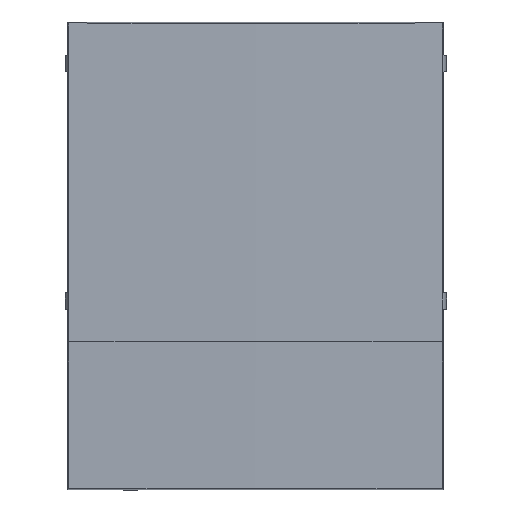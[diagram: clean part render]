
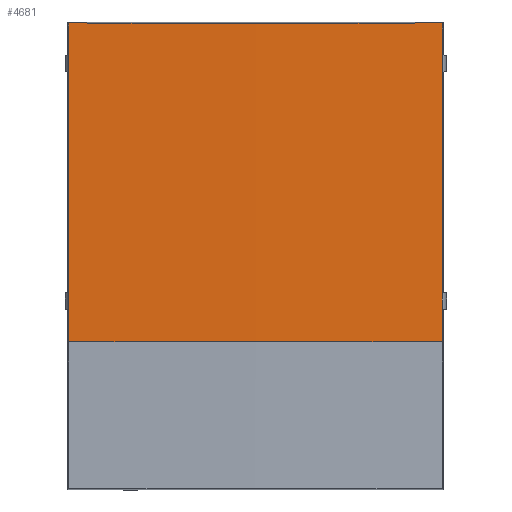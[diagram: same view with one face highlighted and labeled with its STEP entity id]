
A CAD part, top view. The second image highlights one B-rep face of the part: STEP entity #4681.
In plain terms, the highlighted cylindrical face has radius 3284.62 mm (diameter 6569.24 mm), a partial arc.
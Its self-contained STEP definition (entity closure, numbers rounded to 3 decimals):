
#92=CARTESIAN_POINT('',(78.341,62.62,-3256.627));
#93=DIRECTION('',(0.,1.,0.));
#94=DIRECTION('',(0.024,0.,1.));
#95=AXIS2_PLACEMENT_3D('',#92,#93,#94);
#107=CARTESIAN_POINT('',(0.46,197.533,27.069));
#108=CARTESIAN_POINT('',(18.022,197.518,27.486));
#109=CARTESIAN_POINT('',(53.152,197.499,28.037));
#110=CARTESIAN_POINT('',(105.851,197.499,28.018));
#111=CARTESIAN_POINT('',(140.98,197.52,27.442));
#112=CARTESIAN_POINT('',(158.542,197.535,27.013));
#114=DIRECTION('',(0.,-1.,0.));
#115=VECTOR('',#114,13.565);
#116=CARTESIAN_POINT('',(158.542,197.535,27.013));
#117=LINE('',#116,#115);
#118=DIRECTION('',(0.,-1.,0.));
#119=VECTOR('',#118,7.);
#120=CARTESIAN_POINT('',(158.542,183.97,27.013));
#121=LINE('',#120,#119);
#122=DIRECTION('',(0.,-1.,0.));
#123=VECTOR('',#122,93.58);
#124=CARTESIAN_POINT('',(158.542,176.97,27.013));
#125=LINE('',#124,#123);
#126=DIRECTION('',(0.,-1.,0.));
#127=VECTOR('',#126,7.);
#128=CARTESIAN_POINT('',(158.542,83.39,27.013));
#129=LINE('',#128,#127);
#130=DIRECTION('',(0.,-1.,0.));
#131=VECTOR('',#130,13.77);
#132=CARTESIAN_POINT('',(158.542,76.39,27.013));
#133=LINE('',#132,#131);
#134=CARTESIAN_POINT('',(0.502,62.62,27.065));
#135=CARTESIAN_POINT('',(18.054,62.62,27.49));
#136=CARTESIAN_POINT('',(53.165,62.62,28.046));
#137=CARTESIAN_POINT('',(105.838,62.62,28.029));
#138=CARTESIAN_POINT('',(140.948,62.62,27.447));
#139=CARTESIAN_POINT('',(158.5,62.62,27.011));
#344=CARTESIAN_POINT('',(78.341,62.62,-3256.627));
#345=DIRECTION('',(0.,1.,0.));
#346=DIRECTION('',(-0.024,0.,1.));
#347=AXIS2_PLACEMENT_3D('',#344,#345,#346);
#801=CARTESIAN_POINT('',(0.46,197.533,27.069));
#803=DIRECTION('',(0.,-1.,0.));
#804=VECTOR('',#803,134.913);
#805=CARTESIAN_POINT('',(0.46,197.533,27.069));
#806=LINE('',#805,#804);
#3193=CARTESIAN_POINT('',(158.542,197.535,27.013));
#4065=CARTESIAN_POINT('',(0.46,62.62,27.069));
#4067=VERTEX_POINT('',#4065);
#4068=CARTESIAN_POINT('',(158.542,62.62,27.013));
#4070=VERTEX_POINT('',#4068);
#4093=VERTEX_POINT('',#801);
#4111=CARTESIAN_POINT('',(158.542,83.39,27.013));
#4113=VERTEX_POINT('',#4111);
#4123=CARTESIAN_POINT('',(158.542,76.39,27.013));
#4124=VERTEX_POINT('',#4123);
#4125=VERTEX_POINT('',#3193);
#4126=CARTESIAN_POINT('',(158.542,183.97,27.013));
#4127=VERTEX_POINT('',#4126);
#4132=CARTESIAN_POINT('',(158.542,176.97,27.013));
#4133=VERTEX_POINT('',#4132);
#4352=CARTESIAN_POINT('',(0.502,62.62,27.07));
#4354=VERTEX_POINT('',#4352);
#4400=VERTEX_POINT('',#139);
#4656=CARTESIAN_POINT('',(78.341,62.62,-3256.627));
#4657=DIRECTION('',(0.,1.,0.));
#4658=DIRECTION('',(1.,0.,0.));
#4659=AXIS2_PLACEMENT_3D('',#4656,#4657,#4658);
#4660=CYLINDRICAL_SURFACE('',#4659,3284.62);
#4662=ORIENTED_EDGE('',*,*,#4661,.F.);
#4664=ORIENTED_EDGE('',*,*,#4663,.F.);
#4666=ORIENTED_EDGE('',*,*,#4665,.F.);
#4667=ORIENTED_EDGE('',*,*,#4593,.T.);
#4669=ORIENTED_EDGE('',*,*,#4668,.T.);
#4671=ORIENTED_EDGE('',*,*,#4670,.T.);
#4673=ORIENTED_EDGE('',*,*,#4672,.T.);
#4675=ORIENTED_EDGE('',*,*,#4674,.T.);
#4677=ORIENTED_EDGE('',*,*,#4676,.T.);
#4678=ORIENTED_EDGE('',*,*,#4647,.F.);
#4679=EDGE_LOOP('',(#4662,#4664,#4666,#4667,#4669,#4671,#4673,#4675,#4677,
#4678));
#4680=FACE_OUTER_BOUND('',#4679,.F.);
#4681=ADVANCED_FACE('',(#4680),#4660,.T.);
#96=CIRCLE('',#95,3284.62);
#113=B_SPLINE_CURVE_WITH_KNOTS('',3,(#107,#108,#109,#110,#111,#112),
.UNSPECIFIED.,.F.,.F.,(4,1,1,4),(0.,0.333,0.667,1.),
.UNSPECIFIED.);
#140=B_SPLINE_CURVE_WITH_KNOTS('',3,(#134,#135,#136,#137,#138,#139),
.UNSPECIFIED.,.F.,.F.,(4,1,1,4),(0.,0.333,0.667,1.),
.UNSPECIFIED.);
#348=CIRCLE('',#347,3284.62);
#4593=EDGE_CURVE('',#4093,#4125,#113,.T.);
#4647=EDGE_CURVE('',#4400,#4070,#96,.T.);
#4661=EDGE_CURVE('',#4354,#4400,#140,.T.);
#4663=EDGE_CURVE('',#4067,#4354,#348,.T.);
#4665=EDGE_CURVE('',#4093,#4067,#806,.T.);
#4668=EDGE_CURVE('',#4125,#4127,#117,.T.);
#4670=EDGE_CURVE('',#4127,#4133,#121,.T.);
#4672=EDGE_CURVE('',#4133,#4113,#125,.T.);
#4674=EDGE_CURVE('',#4113,#4124,#129,.T.);
#4676=EDGE_CURVE('',#4124,#4070,#133,.T.);
